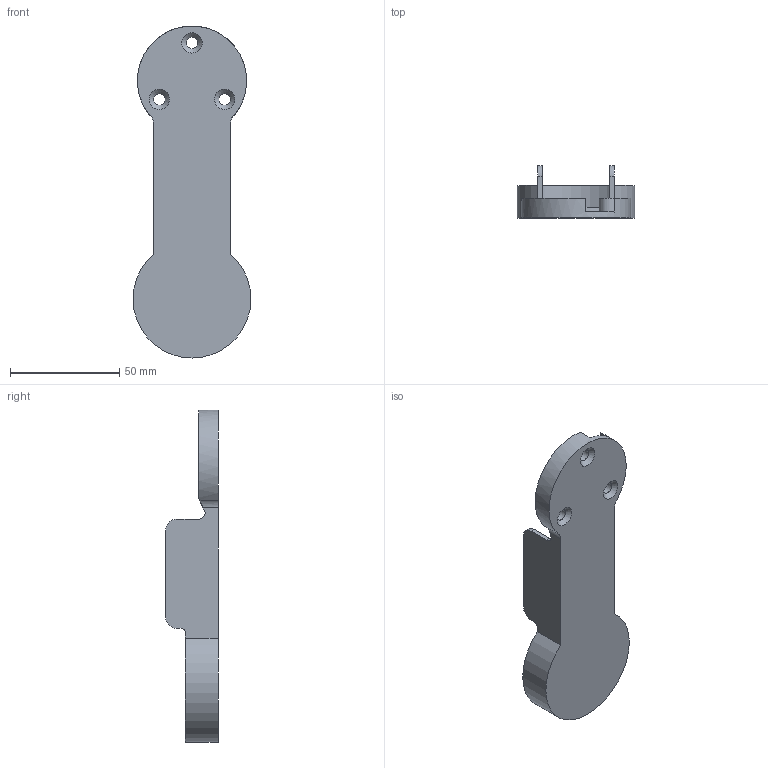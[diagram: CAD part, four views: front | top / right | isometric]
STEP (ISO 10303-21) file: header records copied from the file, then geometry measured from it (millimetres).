
FILE_DESCRIPTION(/* description */ (''),/* implementation_level */ '2;1');
FILE_NAME(/* name */ 'proteção celula de carga Rafa.stp',/* time_stamp */ '2017-10-24T17:22:00-02:00',/* author */ ('Ascânio'),/* organization */ (''),/* preprocessor_version */ 'ST-DEVELOPER v16.1',/* originating_system */ 'Autodesk Inventor 2016',/* authorisation */ '');
FILE_SCHEMA (('AUTOMOTIVE_DESIGN { 1 0 10303 214 3 1 1 }'));
Length unit declared in the file: millimetre
Products named in the file (1): proteção celula de carga Rafa
Bounding box: 54 x 24 x 152 mm (x, y, z)
Volume: 23737.7 mm3; surface area: 24394 mm2
Topology: 1 solids, 1 shells, 54 faces, 132 edges, 87 vertices
Faces by surface type: plane 27, cylinder 24, cone 3
Full cylindrical faces by diameter (mm): 5.3 x3, 8.7 x3, 14 x1, 20 x1, 35 x1, 41 x1
Entity records: 1582 total; most frequent: DIRECTION 288, CARTESIAN_POINT 261, ORIENTED_EDGE 238, EDGE_CURVE 119, AXIS2_PLACEMENT_3D 114, VERTEX_POINT 87, EDGE_LOOP 80, LINE 60
